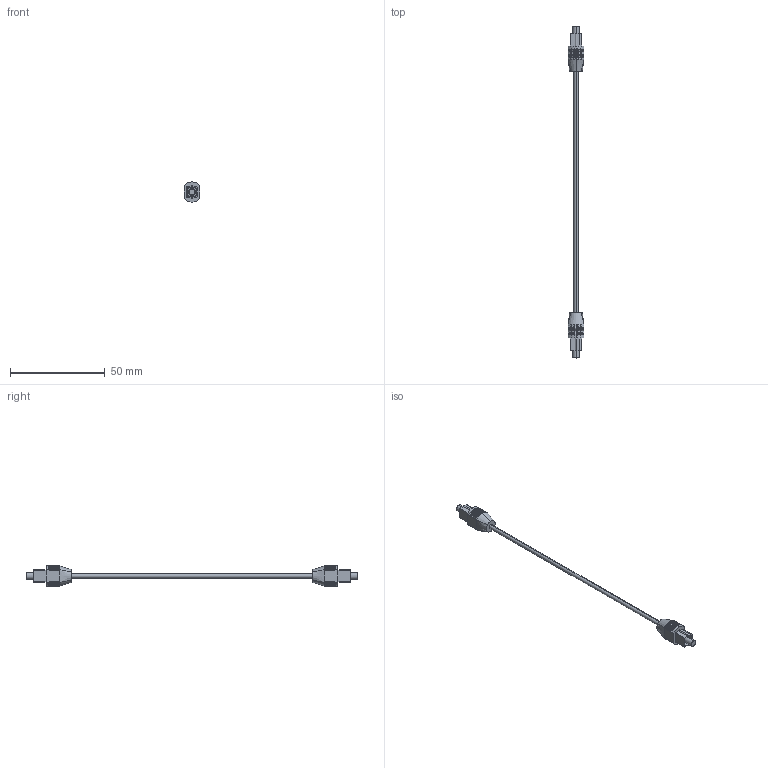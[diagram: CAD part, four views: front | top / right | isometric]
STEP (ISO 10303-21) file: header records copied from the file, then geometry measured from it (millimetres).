
FILE_DESCRIPTION (( 'STEP AP214' ), '1' );
FILE_NAME ('TOS-CBL-MM.STEP', '2006-08-31T12:55:49', ( 'X' ), ( 'L-COM' ), 'SwSTEP 2.0', 'SolidWorks 2006052', '' );
FILE_SCHEMA (( 'AUTOMOTIVE_DESIGN' ));
Length unit declared in the file: inch
Products named in the file (3): TOS-CBL-MM-MA1; TOS-CBL-MM; MINITOS-MM-MA2
Assembly tree (3 placements, depth 2):
  TOS-CBL-MM
    TOS-CBL-MM-MA1  x2
    MINITOS-MM-MA2
Bounding box: 8.28 x 174.75 x 10.62 mm (x, y, z)
Volume: 2611.2 mm3; surface area: 2799.9 mm2
Topology: 3 solids, 3 shells, 324 faces, 868 edges, 560 vertices
Faces by surface type: cone 102, torus 96, cylinder 74, plane 48, bspline 4
Entity records: 5824 total; most frequent: CARTESIAN_POINT 1479, ORIENTED_EDGE 874, DIRECTION 831, EDGE_CURVE 437, AXIS2_PLACEMENT_3D 354, VERTEX_POINT 282, CIRCLE 186, EDGE_LOOP 169
